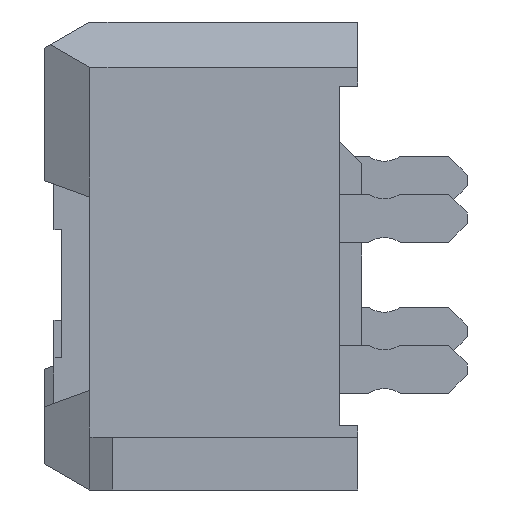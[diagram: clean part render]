
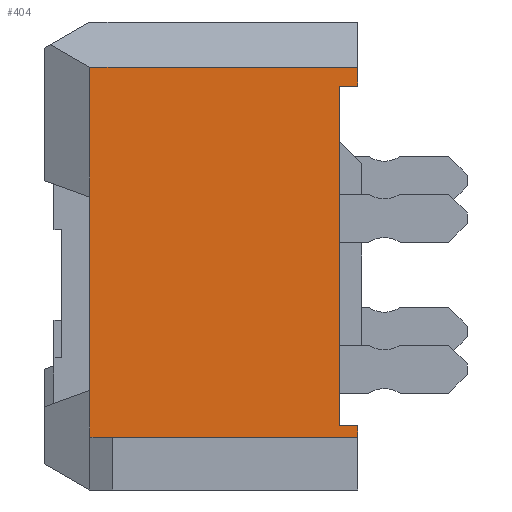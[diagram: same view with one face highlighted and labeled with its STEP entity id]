
A CAD part, left-side view. The second image highlights one B-rep face of the part: STEP entity #404.
In plain terms, the highlighted planar face has unit normal (-1, 0, 0).
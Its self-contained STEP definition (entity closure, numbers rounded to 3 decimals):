
#404 = ADVANCED_FACE( '', ( #950 ), #951, .F. );
#950 = FACE_OUTER_BOUND( '', #1634, .T. );
#951 = PLANE( '', #1635 );
#1634 = EDGE_LOOP( '', ( #3658, #3659, #3660, #3661, #3662, #3663, #3664, #3665, #3666, #3667 ) );
#1635 = AXIS2_PLACEMENT_3D( '', #3668, #3669, #3670 );
#3658 = ORIENTED_EDGE( '', *, *, #5469, .T. );
#3659 = ORIENTED_EDGE( '', *, *, #5214, .T. );
#3660 = ORIENTED_EDGE( '', *, *, #5188, .T. );
#3661 = ORIENTED_EDGE( '', *, *, #5077, .F. );
#3662 = ORIENTED_EDGE( '', *, *, #5105, .T. );
#3663 = ORIENTED_EDGE( '', *, *, #5185, .F. );
#3664 = ORIENTED_EDGE( '', *, *, #5174, .T. );
#3665 = ORIENTED_EDGE( '', *, *, #5181, .T. );
#3666 = ORIENTED_EDGE( '', *, *, #5097, .T. );
#3667 = ORIENTED_EDGE( '', *, *, #4956, .F. );
#3668 = CARTESIAN_POINT( '', ( -3.825, 4.15, -3.1 ) );
#3669 = DIRECTION( '', ( 1., 0., 0. ) );
#3670 = DIRECTION( '', ( 0., 0., -1. ) );
#4956 = EDGE_CURVE( '', #5997, #5999, #6000, .T. );
#5077 = EDGE_CURVE( '', #6200, #6193, #6202, .T. );
#5097 = EDGE_CURVE( '', #6233, #5999, #6237, .T. );
#5105 = EDGE_CURVE( '', #6200, #6247, #6249, .T. );
#5174 = EDGE_CURVE( '', #6372, #6370, #6373, .T. );
#5181 = EDGE_CURVE( '', #6370, #6233, #6382, .T. );
#5185 = EDGE_CURVE( '', #6372, #6247, #6386, .T. );
#5188 = EDGE_CURVE( '', #6387, #6193, #6390, .T. );
#5214 = EDGE_CURVE( '', #6427, #6387, #6432, .T. );
#5469 = EDGE_CURVE( '', #5997, #6427, #6833, .T. );
#5997 = VERTEX_POINT( '', #7695 );
#5999 = VERTEX_POINT( '', #7698 );
#6000 = LINE( '', #7699, #7700 );
#6193 = VERTEX_POINT( '', #8008 );
#6200 = VERTEX_POINT( '', #8019 );
#6202 = LINE( '', #8022, #8023 );
#6233 = VERTEX_POINT( '', #8071 );
#6237 = LINE( '', #8077, #8078 );
#6247 = VERTEX_POINT( '', #8094 );
#6249 = LINE( '', #8097, #8098 );
#6370 = VERTEX_POINT( '', #8286 );
#6372 = VERTEX_POINT( '', #8289 );
#6373 = LINE( '', #8290, #8291 );
#6382 = LINE( '', #8306, #8307 );
#6386 = LINE( '', #8314, #8315 );
#6387 = VERTEX_POINT( '', #8316 );
#6390 = LINE( '', #8321, #8322 );
#6427 = VERTEX_POINT( '', #8381 );
#6432 = LINE( '', #8389, #8390 );
#6833 = LINE( '', #9029, #9030 );
#7695 = CARTESIAN_POINT( '', ( -3.825, 3.55, 2.5 ) );
#7698 = CARTESIAN_POINT( '', ( -3.825, 0., 2.5 ) );
#7699 = CARTESIAN_POINT( '', ( -3.825, 4.15, 2.5 ) );
#7700 = VECTOR( '', #10090, 1000. );
#8008 = CARTESIAN_POINT( '', ( -3.825, 3.55, -2.4 ) );
#8019 = CARTESIAN_POINT( '', ( -3.825, 0., -2.4 ) );
#8022 = CARTESIAN_POINT( '', ( -3.825, 4.15, -2.4 ) );
#8023 = VECTOR( '', #10211, 1000. );
#8071 = CARTESIAN_POINT( '', ( -3.825, 0., 2.25 ) );
#8077 = CARTESIAN_POINT( '', ( -3.825, 0., -3.1 ) );
#8078 = VECTOR( '', #10231, 1000. );
#8094 = CARTESIAN_POINT( '', ( -3.825, 0., -2.25 ) );
#8097 = CARTESIAN_POINT( '', ( -3.825, 0., -3.1 ) );
#8098 = VECTOR( '', #10239, 1000. );
#8286 = CARTESIAN_POINT( '', ( -3.825, 0.25, 2.25 ) );
#8289 = CARTESIAN_POINT( '', ( -3.825, 0.25, -2.25 ) );
#8290 = CARTESIAN_POINT( '', ( -3.825, 0.25, -2.25 ) );
#8291 = VECTOR( '', #10308, 1000. );
#8306 = CARTESIAN_POINT( '', ( -3.825, 0.25, 2.25 ) );
#8307 = VECTOR( '', #10315, 1000. );
#8314 = CARTESIAN_POINT( '', ( -3.825, 0.25, -2.25 ) );
#8315 = VECTOR( '', #10319, 1000. );
#8316 = CARTESIAN_POINT( '', ( -3.825, 3.55, -1.78 ) );
#8321 = CARTESIAN_POINT( '', ( -3.825, 3.55, 3.1 ) );
#8322 = VECTOR( '', #10322, 1000. );
#8381 = CARTESIAN_POINT( '', ( -3.825, 3.55, 0.78 ) );
#8389 = CARTESIAN_POINT( '', ( -3.825, 3.55, 0.78 ) );
#8390 = VECTOR( '', #10348, 1000. );
#9029 = CARTESIAN_POINT( '', ( -3.825, 3.55, 3.1 ) );
#9030 = VECTOR( '', #10635, 1000. );
#10090 = DIRECTION( '', ( 0., -1., 0. ) );
#10211 = DIRECTION( '', ( 0., 1., 0. ) );
#10231 = DIRECTION( '', ( 0., 0., 1. ) );
#10239 = DIRECTION( '', ( 0., 0., 1. ) );
#10308 = DIRECTION( '', ( 0., 0., 1. ) );
#10315 = DIRECTION( '', ( 0., -1., 0. ) );
#10319 = DIRECTION( '', ( 0., -1., 0. ) );
#10322 = DIRECTION( '', ( 0., 0., -1. ) );
#10348 = DIRECTION( '', ( 0., 0., -1. ) );
#10635 = DIRECTION( '', ( 0., 0., -1. ) );
